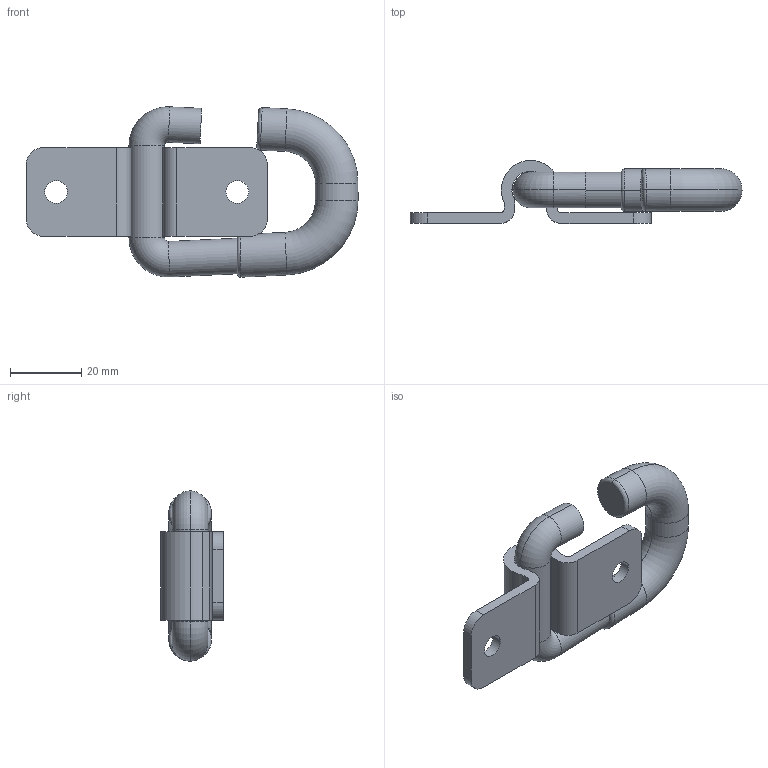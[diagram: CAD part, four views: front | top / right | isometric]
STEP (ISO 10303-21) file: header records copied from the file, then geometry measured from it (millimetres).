
FILE_DESCRIPTION (( 'STEP AP203' ), '1' );
FILE_NAME ('sone3D.STEP', '2013-09-24T05:08:36', ( '' ), ( '' ), 'SwSTEP 2.0', 'SolidWorks 2012', '' );
FILE_SCHEMA (( 'CONFIG_CONTROL_DESIGN' ));
Length unit declared in the file: millimetre
Products named in the file (4): B-1882-1F僐乕僥傿儞僌_; B-1882-1Fフック_; B-1882-1F押さえ金具_; sone3D
Assembly tree (3 placements, depth 2):
  sone3D
    B-1882-1F押さえ金具_
    B-1882-1Fフック_
    B-1882-1F僐乕僥傿儞僌_
Bounding box: 93.5 x 17.7 x 47.97 mm (x, y, z)
Volume: 20521.3 mm3; surface area: 15046.2 mm2
Topology: 3 solids, 3 shells, 77 faces, 176 edges, 105 vertices
Faces by surface type: cylinder 40, plane 17, torus 16, bspline 4
Entity records: 2816 total; most frequent: CARTESIAN_POINT 664, DIRECTION 404, ORIENTED_EDGE 352, EDGE_CURVE 176, AXIS2_PLACEMENT_3D 167, VERTEX_POINT 105, CIRCLE 88, EDGE_LOOP 81
